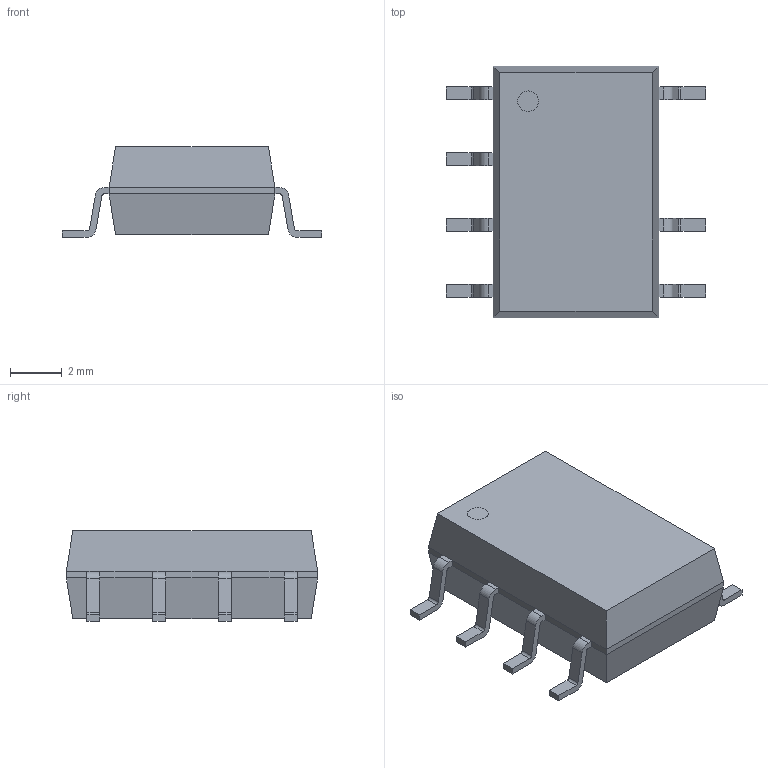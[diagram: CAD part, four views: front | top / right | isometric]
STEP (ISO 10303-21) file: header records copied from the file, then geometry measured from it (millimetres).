
FILE_DESCRIPTION(/* description */ ('model of SSO-8-7_6.4x9.7mm_P2.54mm'),/* implementation_level */ '2;1');
FILE_NAME(/* name */ 'SSO-8-7_6.4x9.7mm_P2.54mm.step',/* time_stamp */ '1970-01-01T00:00:00',/* author */ ('KiCAD','kicad'),/* organization */ ('OCCT'),/* preprocessor_version */ '',/* originating_system */ 'KiCAD',/* authorisation */ '');
FILE_SCHEMA(('AUTOMOTIVE_DESIGN { 1 0 10303 214 1 1 1 1 }'));
Length unit declared in the file: millimetre
Products named in the file (1): SSO-8-7_6.4x9.7mm_P2.54mm
Bounding box: 10 x 9.7 x 3.5 mm (x, y, z)
Volume: 201.4 mm3; surface area: 248.5 mm2
Topology: 1 solids, 1 shells, 120 faces, 320 edges, 203 vertices
Faces by surface type: plane 84, cylinder 28, bspline 8
Entity records: 2417 total; most frequent: ORIENTED_EDGE 519, EDGE_CURVE 320, CARTESIAN_POINT 276, VERTEX_POINT 203, LINE 202, AXIS2_PLACEMENT_3D 151, FACE_BOUND 121, ADVANCED_FACE 120
